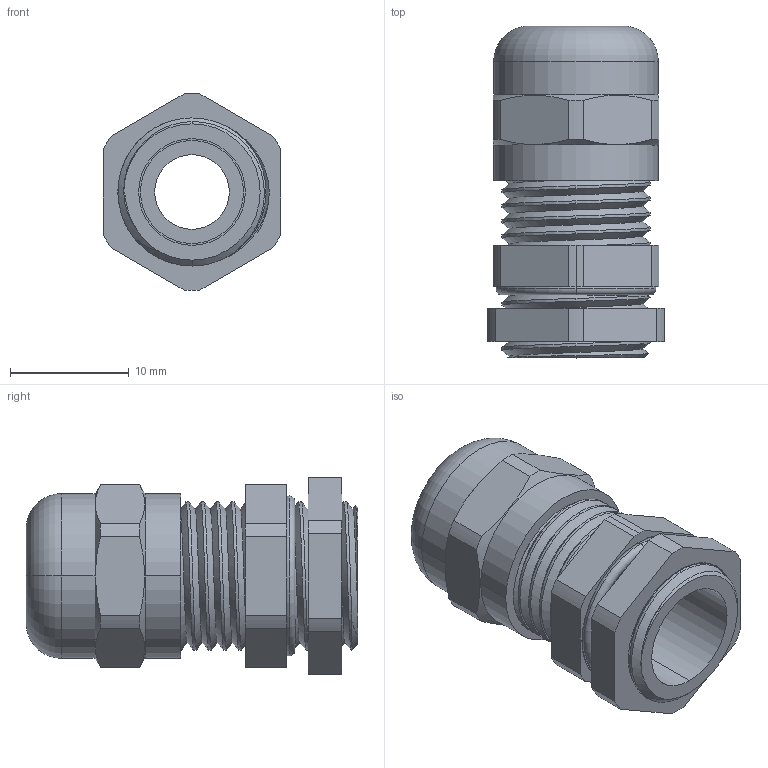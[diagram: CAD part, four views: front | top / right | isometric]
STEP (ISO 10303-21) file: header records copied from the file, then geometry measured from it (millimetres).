
FILE_DESCRIPTION (( 'STEP AP203' ), '1' );
FILE_NAME ('BSBCX-01.step', '2016-02-11T13:29:38', ( '' ), ( '' ), 'SwSTEP 2.0', 'SolidWorks 2015', '' );
FILE_SCHEMA (( 'CONFIG_CONTROL_DESIGN' ));
Length unit declared in the file: millimetre
Products named in the file (1): BSBCX-01
Bounding box: 15 x 28 x 16.6 mm (x, y, z)
Volume: 2415.1 mm3; surface area: 4958.6 mm2
Topology: 6 solids, 6 shells, 250 faces, 692 edges, 456 vertices
Faces by surface type: plane 135, cylinder 84, torus 13, bspline 11, cone 7
Entity records: 11822 total; most frequent: CARTESIAN_POINT 5530, ORIENTED_EDGE 1384, DIRECTION 1258, EDGE_CURVE 692, AXIS2_PLACEMENT_3D 462, VERTEX_POINT 456, LINE 334, VECTOR 334
